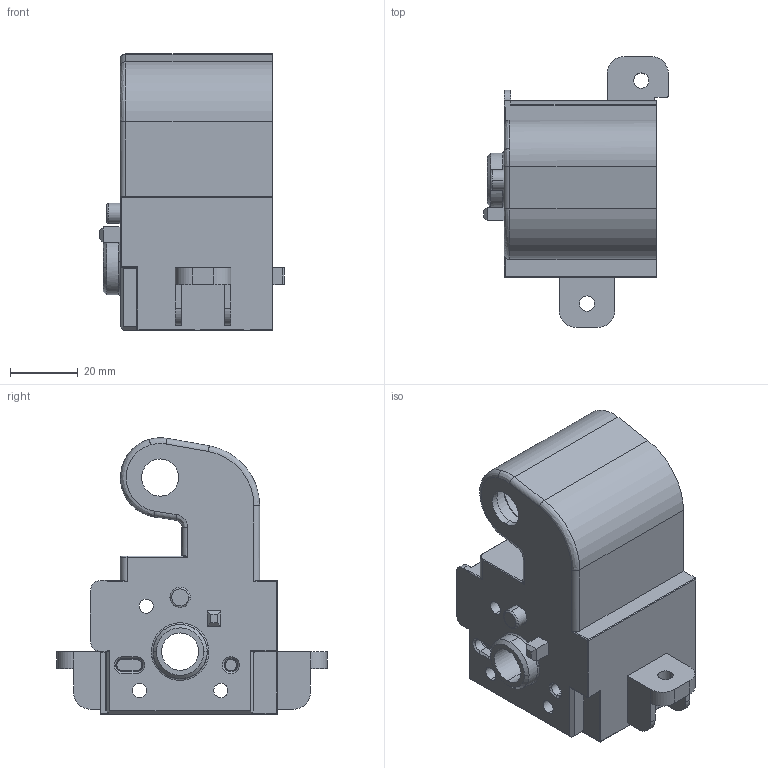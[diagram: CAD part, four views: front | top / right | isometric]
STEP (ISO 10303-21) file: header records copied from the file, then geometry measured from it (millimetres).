
FILE_DESCRIPTION (( 'STEP AP203' ), '1' );
FILE_NAME ('衵喘謫眊极Right box.STEP', '2018-09-07T01:14:58', ( '' ), ( '' ), 'SwSTEP 2.0', 'SolidWorks 2017', '' );
FILE_SCHEMA (( 'CONFIG_CONTROL_DESIGN' ));
Length unit declared in the file: millimetre
Products named in the file (1): 衵喘謫眊极Right box
Bounding box: 54.5 x 80 x 81.65 mm (x, y, z)
Volume: 44979.4 mm3; surface area: 38405.2 mm2
Topology: 1 solids, 1 shells, 399 faces, 1070 edges, 697 vertices
Faces by surface type: cylinder 173, plane 173, cone 27, bspline 26
Entity records: 13396 total; most frequent: CARTESIAN_POINT 3189, DIRECTION 2155, ORIENTED_EDGE 2132, EDGE_CURVE 1066, AXIS2_PLACEMENT_3D 777, VERTEX_POINT 697, VECTOR 601, LINE 601
